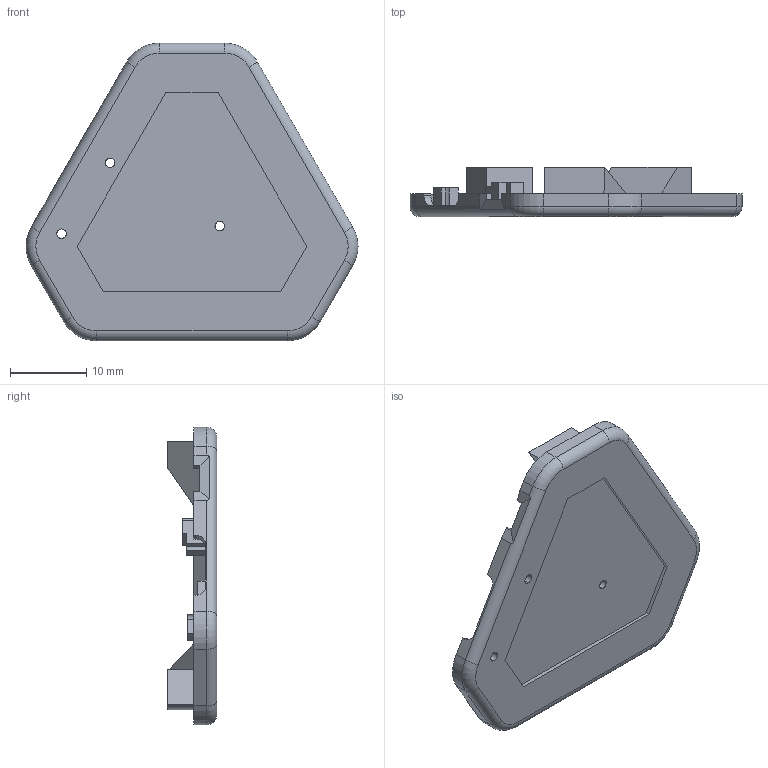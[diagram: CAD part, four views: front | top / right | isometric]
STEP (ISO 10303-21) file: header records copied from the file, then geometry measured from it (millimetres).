
FILE_DESCRIPTION (( 'STEP AP214' ), '1' );
FILE_NAME ('top cover 11.STEP', '2024-05-01T06:55:39', ( '' ), ( '' ), 'SwSTEP 2.0', 'SolidWorks 2023', '' );
FILE_SCHEMA (( 'AUTOMOTIVE_DESIGN' ));
Length unit declared in the file: millimetre
Products named in the file (1): top cover 11
Bounding box: 43.66 x 6.5 x 39.15 mm (x, y, z)
Volume: 2466.9 mm3; surface area: 3535.6 mm2
Topology: 1 solids, 1 shells, 112 faces, 299 edges, 194 vertices
Faces by surface type: plane 78, cylinder 28, torus 6
Entity records: 3496 total; most frequent: CARTESIAN_POINT 612, ORIENTED_EDGE 598, DIRECTION 589, EDGE_CURVE 299, VECTOR 231, LINE 231, VERTEX_POINT 194, AXIS2_PLACEMENT_3D 179
